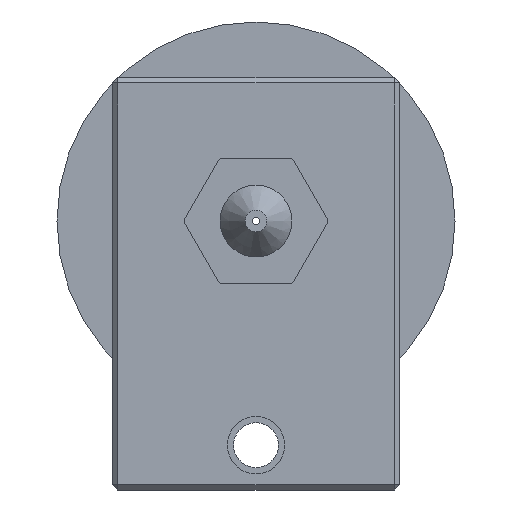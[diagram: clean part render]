
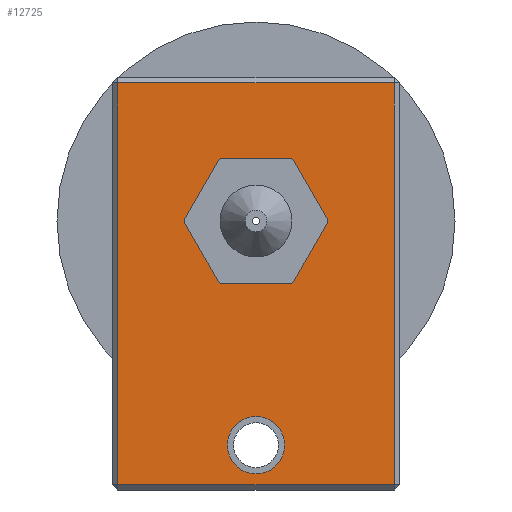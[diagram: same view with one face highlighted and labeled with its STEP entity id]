
A CAD part, front view. The second image highlights one B-rep face of the part: STEP entity #12725.
In plain terms, the highlighted planar face has unit normal (0, -1, 0).
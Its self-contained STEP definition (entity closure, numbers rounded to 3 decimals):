
#12318=CARTESIAN_POINT('',(70.1,59.5,16.));
#12319=VERTEX_POINT('',#12318);
#12328=CARTESIAN_POINT('',(71.7,59.5,16.));
#12329=DIRECTION('',(0.,-1.,-0.));
#12330=DIRECTION('',(-1.,0.,-0.));
#12331=AXIS2_PLACEMENT_3D('',#12328,#12329,#12330);
#12332=CIRCLE('',#12331,1.6);
#12333=EDGE_CURVE('',#12319,#12319,#12332,.T.);
#12353=CARTESIAN_POINT('',(74.2,59.5,28.5));
#12354=VERTEX_POINT('',#12353);
#12369=CARTESIAN_POINT('',(71.7,59.5,28.5));
#12370=DIRECTION('',(-0.,1.,0.));
#12371=DIRECTION('',(1.,0.,0.));
#12372=AXIS2_PLACEMENT_3D('',#12369,#12370,#12371);
#12373=CIRCLE('',#12372,2.5);
#12374=EDGE_CURVE('',#12354,#12354,#12373,.T.);
#12680=CARTESIAN_POINT('',(79.7,59.5,36.5));
#12681=DIRECTION('',(0.,1.,0.));
#12682=DIRECTION('',(1.,0.,0.));
#12683=AXIS2_PLACEMENT_3D('',#12680,#12681,#12682);
#12684=PLANE('',#12683);
#12685=ORIENTED_EDGE('',*,*,#12333,.F.);
#12686=EDGE_LOOP('',(#12685));
#12687=FACE_BOUND('',#12686,.T.);
#12688=CARTESIAN_POINT('',(64.,59.5,13.8));
#12689=VERTEX_POINT('',#12688);
#12690=CARTESIAN_POINT('',(79.4,59.5,13.8));
#12691=VERTEX_POINT('',#12690);
#12692=CARTESIAN_POINT('',(64.,59.5,13.8));
#12693=DIRECTION('',(1.,0.,0.));
#12694=VECTOR('',#12693,15.4);
#12695=LINE('',#12692,#12694);
#12696=EDGE_CURVE('',#12689,#12691,#12695,.T.);
#12697=ORIENTED_EDGE('',*,*,#12696,.T.);
#12698=CARTESIAN_POINT('',(79.4,59.5,36.2));
#12699=VERTEX_POINT('',#12698);
#12700=CARTESIAN_POINT('',(79.4,59.5,13.8));
#12701=DIRECTION('',(-0.,-0.,1.));
#12702=VECTOR('',#12701,22.4);
#12703=LINE('',#12700,#12702);
#12704=EDGE_CURVE('',#12691,#12699,#12703,.T.);
#12705=ORIENTED_EDGE('',*,*,#12704,.T.);
#12706=CARTESIAN_POINT('',(64.,59.5,36.2));
#12707=VERTEX_POINT('',#12706);
#12708=CARTESIAN_POINT('',(79.4,59.5,36.2));
#12709=DIRECTION('',(-1.,-0.,-0.));
#12710=VECTOR('',#12709,15.4);
#12711=LINE('',#12708,#12710);
#12712=EDGE_CURVE('',#12699,#12707,#12711,.T.);
#12713=ORIENTED_EDGE('',*,*,#12712,.T.);
#12714=CARTESIAN_POINT('',(64.,59.5,36.2));
#12715=DIRECTION('',(0.,0.,-1.));
#12716=VECTOR('',#12715,22.4);
#12717=LINE('',#12714,#12716);
#12718=EDGE_CURVE('',#12707,#12689,#12717,.T.);
#12719=ORIENTED_EDGE('',*,*,#12718,.T.);
#12720=EDGE_LOOP('',(#12697,#12705,#12713,#12719));
#12721=FACE_BOUND('',#12720,.T.);
#12722=ORIENTED_EDGE('',*,*,#12374,.T.);
#12723=EDGE_LOOP('',(#12722));
#12724=FACE_BOUND('',#12723,.T.);
#12725=ADVANCED_FACE('NONE',(#12687,#12721,#12724),#12684,.F.);
